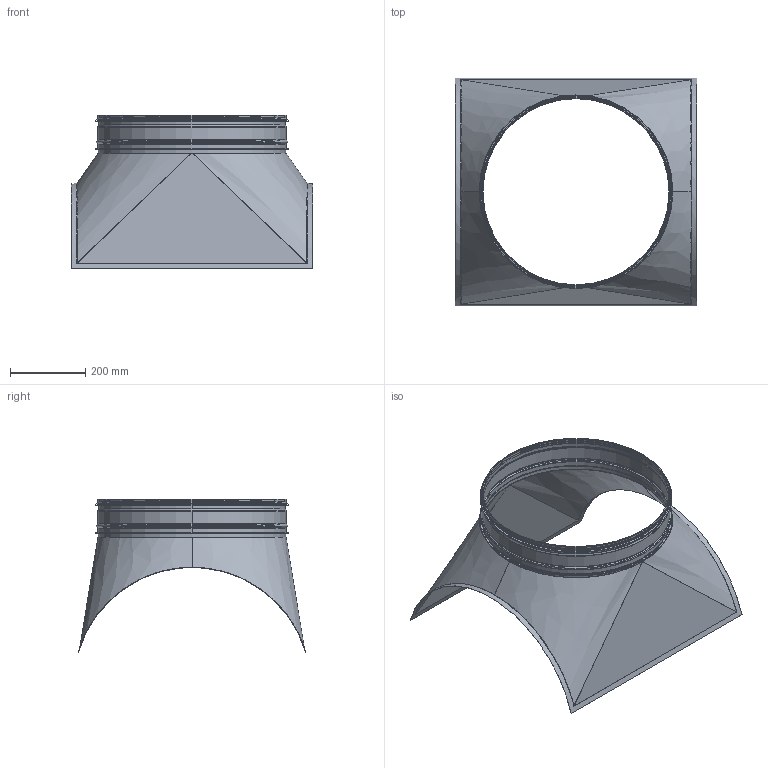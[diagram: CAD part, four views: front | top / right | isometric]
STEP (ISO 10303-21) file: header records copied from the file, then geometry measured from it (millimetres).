
FILE_DESCRIPTION((''),'2;1');
FILE_NAME('HPSR_630-500.stp','2014-02-24T12:47:05',(''),(''),'Autodesk Inventor 2013','Autodesk Inventor 2013','');
FILE_SCHEMA(('AUTOMOTIVE_DESIGN { 1 2 10303 214 0 1 1 1 }'));
Length unit declared in the file: millimetre
Products named in the file (5): HPSR_630-500; HPSRRörämne_630-500; HSGMedFals-500; HSGMedFalsRörämne-500; 999010
Assembly tree (4 placements, depth 3):
  HPSR_630-500
    HPSRRörämne_630-500
    HSGMedFals-500
      HSGMedFalsRörämne-500
      999010
Bounding box: 640 x 604.14 x 406.35 mm (x, y, z)
Volume: 400425.7 mm3; surface area: 1497061.3 mm2
Topology: 4 solids, 4 shells, 129 faces, 258 edges, 141 vertices
Faces by surface type: plane 63, torus 24, cylinder 20, bspline 12, cone 10
Full cylindrical faces by diameter (mm): 492.95 x1, 493.95 x1, 495.15 x1, 496.75 x1, 497.75 x7, 498.75 x3, 501.75 x1, 504.15 x1, 509.15 x1, 509.75 x1
Entity records: 4041 total; most frequent: CARTESIAN_POINT 1142, DIRECTION 594, ORIENTED_EDGE 482, AXIS2_PLACEMENT_3D 241, EDGE_CURVE 241, EDGE_LOOP 156, VERTEX_POINT 141, STYLED_ITEM 133
